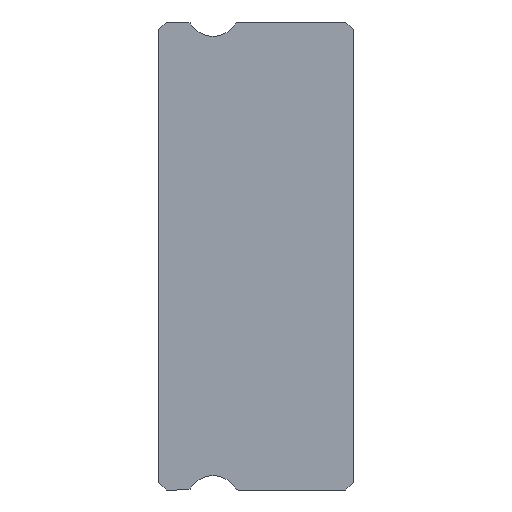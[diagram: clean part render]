
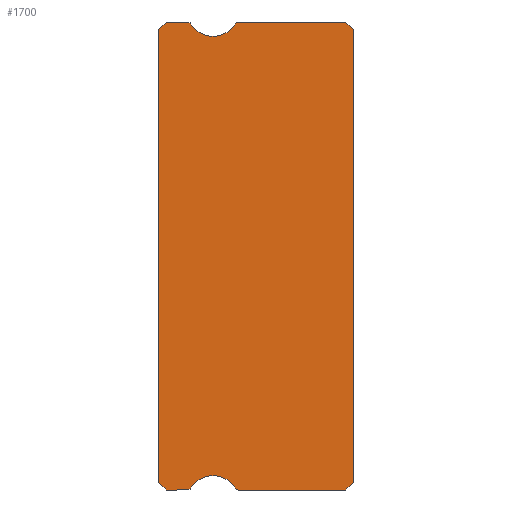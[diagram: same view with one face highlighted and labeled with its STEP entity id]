
A CAD part, left-side view. The second image highlights one B-rep face of the part: STEP entity #1700.
In plain terms, the highlighted planar face has unit normal (-1, 0, 0).
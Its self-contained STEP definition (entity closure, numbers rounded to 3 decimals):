
#10 = CARTESIAN_POINT ( 'NONE',  ( -5., 0., -8.7 ) ) ;
#20 = EDGE_CURVE ( 'NONE', #1990, #1026, #844, .T. ) ;
#22 = LINE ( 'NONE', #1578, #1769 ) ;
#29 = DIRECTION ( 'NONE',  ( 0., 0.707, -0.707 ) ) ;
#53 = CARTESIAN_POINT ( 'NONE',  ( -5., 6.381, 8.85 ) ) ;
#76 = VECTOR ( 'NONE', #637, 1000. ) ;
#88 = VERTEX_POINT ( 'NONE', #1611 ) ;
#111 = VERTEX_POINT ( 'NONE', #1431 ) ;
#133 = EDGE_CURVE ( 'NONE', #1067, #2215, #1898, .T. ) ;
#134 = VERTEX_POINT ( 'NONE', #228 ) ;
#139 = VERTEX_POINT ( 'NONE', #2110 ) ;
#142 = DIRECTION ( 'NONE',  ( 1., 0., 0. ) ) ;
#188 = LINE ( 'NONE', #1894, #537 ) ;
#195 = VERTEX_POINT ( 'NONE', #1125 ) ;
#214 = VECTOR ( 'NONE', #2068, 1000. ) ;
#217 = DIRECTION ( 'NONE',  ( 0., 0., -1. ) ) ;
#228 = CARTESIAN_POINT ( 'NONE',  ( -5., 7.5, -8.7 ) ) ;
#237 = CARTESIAN_POINT ( 'NONE',  ( -5., 0.3, 9. ) ) ;
#244 = DIRECTION ( 'NONE',  ( 0., 0., 1. ) ) ;
#249 = VECTOR ( 'NONE', #1530, 1000. ) ;
#279 = CARTESIAN_POINT ( 'NONE',  ( -5., 6.381, -8.85 ) ) ;
#308 = VERTEX_POINT ( 'NONE', #681 ) ;
#316 = LINE ( 'NONE', #375, #1333 ) ;
#323 = PLANE ( 'NONE',  #1330 ) ;
#327 = DIRECTION ( 'NONE',  ( 0., 0., -1. ) ) ;
#346 = ORIENTED_EDGE ( 'NONE', *, *, #20, .F. ) ;
#356 = DIRECTION ( 'NONE',  ( 0., 0., -1. ) ) ;
#358 = VECTOR ( 'NONE', #244, 1000. ) ;
#363 = VERTEX_POINT ( 'NONE', #1426 ) ;
#364 = CARTESIAN_POINT ( 'NONE',  ( -5., 4.547, 8.928 ) ) ;
#366 = EDGE_CURVE ( 'NONE', #134, #195, #1256, .T. ) ;
#375 = CARTESIAN_POINT ( 'NONE',  ( -5., 6.381, 9. ) ) ;
#390 = DIRECTION ( 'NONE',  ( 1., 0., 0. ) ) ;
#392 = CIRCLE ( 'NONE', #1652, 1. ) ;
#409 = CARTESIAN_POINT ( 'NONE',  ( -5., 4.419, -8.85 ) ) ;
#426 = EDGE_CURVE ( 'NONE', #308, #1629, #783, .T. ) ;
#433 = AXIS2_PLACEMENT_3D ( 'NONE', #53, #390, #1069 ) ;
#478 = DIRECTION ( 'NONE',  ( 1., 0., 0. ) ) ;
#496 = CARTESIAN_POINT ( 'NONE',  ( -5., 4.419, 8.85 ) ) ;
#537 = VECTOR ( 'NONE', #29, 1000. ) ;
#543 = ORIENTED_EDGE ( 'NONE', *, *, #1419, .F. ) ;
#551 = DIRECTION ( 'NONE',  ( 0., -0.707, -0.707 ) ) ;
#562 = CARTESIAN_POINT ( 'NONE',  ( -5., 4.547, -8.928 ) ) ;
#581 = CIRCLE ( 'NONE', #1369, 0.15 ) ;
#637 = DIRECTION ( 'NONE',  ( 0., 1., 0. ) ) ;
#678 = VECTOR ( 'NONE', #551, 1000. ) ;
#681 = CARTESIAN_POINT ( 'NONE',  ( -5., 6.381, 9. ) ) ;
#691 = ORIENTED_EDGE ( 'NONE', *, *, #2209, .T. ) ;
#723 = DIRECTION ( 'NONE',  ( 0., 0.707, -0.707 ) ) ;
#737 = DIRECTION ( 'NONE',  ( 1., 0., 0. ) ) ;
#740 = CARTESIAN_POINT ( 'NONE',  ( -5., 5.4, 9.45 ) ) ;
#770 = ORIENTED_EDGE ( 'NONE', *, *, #1231, .T. ) ;
#783 = CIRCLE ( 'NONE', #433, 0.15 ) ;
#793 = CARTESIAN_POINT ( 'NONE',  ( -5., 5.4, 8.45 ) ) ;
#825 = DIRECTION ( 'NONE',  ( -1., 0., 0. ) ) ;
#827 = ORIENTED_EDGE ( 'NONE', *, *, #849, .T. ) ;
#844 = LINE ( 'NONE', #913, #1862 ) ;
#849 = EDGE_CURVE ( 'NONE', #111, #195, #880, .T. ) ;
#880 = LINE ( 'NONE', #1065, #1546 ) ;
#891 = ORIENTED_EDGE ( 'NONE', *, *, #1575, .F. ) ;
#898 = CARTESIAN_POINT ( 'NONE',  ( -5., 7.2, -9. ) ) ;
#913 = CARTESIAN_POINT ( 'NONE',  ( -5., 6.381, -9. ) ) ;
#969 = CARTESIAN_POINT ( 'NONE',  ( -5., 6.253, 8.928 ) ) ;
#1009 = EDGE_CURVE ( 'NONE', #1451, #2067, #1290, .T. ) ;
#1026 = VERTEX_POINT ( 'NONE', #2177 ) ;
#1043 = DIRECTION ( 'NONE',  ( 0., -1., 0. ) ) ;
#1065 = CARTESIAN_POINT ( 'NONE',  ( -5., 7.5, 8.7 ) ) ;
#1067 = VERTEX_POINT ( 'NONE', #793 ) ;
#1069 = DIRECTION ( 'NONE',  ( 0., 0., -1. ) ) ;
#1070 = AXIS2_PLACEMENT_3D ( 'NONE', #409, #737, #356 ) ;
#1101 = ORIENTED_EDGE ( 'NONE', *, *, #1763, .T. ) ;
#1125 = CARTESIAN_POINT ( 'NONE',  ( -5., 7.5, 8.7 ) ) ;
#1172 = DIRECTION ( 'NONE',  ( 0., 0., -1. ) ) ;
#1195 = ORIENTED_EDGE ( 'NONE', *, *, #1009, .F. ) ;
#1231 = EDGE_CURVE ( 'NONE', #1840, #139, #1716, .T. ) ;
#1246 = EDGE_CURVE ( 'NONE', #1629, #1067, #392, .T. ) ;
#1256 = LINE ( 'NONE', #1941, #358 ) ;
#1276 = CARTESIAN_POINT ( 'NONE',  ( -5., 5.4, -9.45 ) ) ;
#1290 = CIRCLE ( 'NONE', #1718, 1. ) ;
#1305 = DIRECTION ( 'NONE',  ( 0., 0., -1. ) ) ;
#1330 = AXIS2_PLACEMENT_3D ( 'NONE', #1536, #142, #1172 ) ;
#1333 = VECTOR ( 'NONE', #1043, 1000. ) ;
#1369 = AXIS2_PLACEMENT_3D ( 'NONE', #496, #478, #1669 ) ;
#1371 = VERTEX_POINT ( 'NONE', #10 ) ;
#1383 = ORIENTED_EDGE ( 'NONE', *, *, #133, .F. ) ;
#1384 = DIRECTION ( 'NONE',  ( 0., -0.707, -0.707 ) ) ;
#1389 = LINE ( 'NONE', #1739, #214 ) ;
#1393 = EDGE_CURVE ( 'NONE', #1026, #1451, #1656, .T. ) ;
#1419 = EDGE_CURVE ( 'NONE', #1371, #1990, #188, .T. ) ;
#1426 = CARTESIAN_POINT ( 'NONE',  ( -5., 0.3, 9. ) ) ;
#1431 = CARTESIAN_POINT ( 'NONE',  ( -5., 7.2, 9. ) ) ;
#1451 = VERTEX_POINT ( 'NONE', #562 ) ;
#1465 = EDGE_CURVE ( 'NONE', #363, #1711, #2086, .T. ) ;
#1495 = ORIENTED_EDGE ( 'NONE', *, *, #1465, .F. ) ;
#1509 = CARTESIAN_POINT ( 'NONE',  ( -5., 5.4, 9.45 ) ) ;
#1517 = EDGE_LOOP ( 'NONE', ( #2062, #691, #770, #891, #1195, #2063, #346, #543, #1101, #1495, #1671, #1549, #1383, #1555, #1574, #2103, #827 ) ) ;
#1530 = DIRECTION ( 'NONE',  ( 0., -1., 0. ) ) ;
#1532 = CARTESIAN_POINT ( 'NONE',  ( -5., 6.253, -8.928 ) ) ;
#1536 = CARTESIAN_POINT ( 'NONE',  ( -5., 6.381, 8.85 ) ) ;
#1541 = AXIS2_PLACEMENT_3D ( 'NONE', #279, #1621, #1305 ) ;
#1546 = VECTOR ( 'NONE', #723, 1000. ) ;
#1549 = ORIENTED_EDGE ( 'NONE', *, *, #2038, .F. ) ;
#1555 = ORIENTED_EDGE ( 'NONE', *, *, #1246, .F. ) ;
#1574 = ORIENTED_EDGE ( 'NONE', *, *, #426, .F. ) ;
#1575 = EDGE_CURVE ( 'NONE', #2067, #139, #2188, .T. ) ;
#1578 = CARTESIAN_POINT ( 'NONE',  ( -5., 7.2, -9. ) ) ;
#1611 = CARTESIAN_POINT ( 'NONE',  ( -5., 4.419, 9. ) ) ;
#1616 = CARTESIAN_POINT ( 'NONE',  ( -5., 0.3, -9. ) ) ;
#1621 = DIRECTION ( 'NONE',  ( 1., 0., 0. ) ) ;
#1629 = VERTEX_POINT ( 'NONE', #969 ) ;
#1652 = AXIS2_PLACEMENT_3D ( 'NONE', #1509, #825, #327 ) ;
#1656 = CIRCLE ( 'NONE', #1070, 0.15 ) ;
#1669 = DIRECTION ( 'NONE',  ( 0., 0., -1. ) ) ;
#1671 = ORIENTED_EDGE ( 'NONE', *, *, #2135, .F. ) ;
#1682 = FACE_OUTER_BOUND ( 'NONE', #1517, .T. ) ;
#1700 = ADVANCED_FACE ( 'NONE', ( #1682 ), #323, .F. ) ;
#1709 = EDGE_CURVE ( 'NONE', #308, #111, #1849, .T. ) ;
#1711 = VERTEX_POINT ( 'NONE', #2207 ) ;
#1716 = LINE ( 'NONE', #2028, #249 ) ;
#1718 = AXIS2_PLACEMENT_3D ( 'NONE', #1276, #1789, #1964 ) ;
#1739 = CARTESIAN_POINT ( 'NONE',  ( -5., 0., 8.7 ) ) ;
#1763 = EDGE_CURVE ( 'NONE', #1371, #1711, #1389, .T. ) ;
#1769 = VECTOR ( 'NONE', #1384, 1000. ) ;
#1789 = DIRECTION ( 'NONE',  ( -1., 0., 0. ) ) ;
#1803 = DIRECTION ( 'NONE',  ( 0., 1., 0. ) ) ;
#1840 = VERTEX_POINT ( 'NONE', #898 ) ;
#1849 = LINE ( 'NONE', #2216, #76 ) ;
#1862 = VECTOR ( 'NONE', #1803, 1000. ) ;
#1894 = CARTESIAN_POINT ( 'NONE',  ( -5., 0., -8.7 ) ) ;
#1898 = CIRCLE ( 'NONE', #2074, 1. ) ;
#1941 = CARTESIAN_POINT ( 'NONE',  ( -5., 7.5, 8.85 ) ) ;
#1962 = DIRECTION ( 'NONE',  ( -1., 0., 0. ) ) ;
#1964 = DIRECTION ( 'NONE',  ( 0., 0., -1. ) ) ;
#1990 = VERTEX_POINT ( 'NONE', #1616 ) ;
#2028 = CARTESIAN_POINT ( 'NONE',  ( -5., 6.381, -9. ) ) ;
#2038 = EDGE_CURVE ( 'NONE', #2215, #88, #581, .T. ) ;
#2062 = ORIENTED_EDGE ( 'NONE', *, *, #366, .F. ) ;
#2063 = ORIENTED_EDGE ( 'NONE', *, *, #1393, .F. ) ;
#2067 = VERTEX_POINT ( 'NONE', #1532 ) ;
#2068 = DIRECTION ( 'NONE',  ( 0., 0., 1. ) ) ;
#2074 = AXIS2_PLACEMENT_3D ( 'NONE', #740, #1962, #217 ) ;
#2086 = LINE ( 'NONE', #237, #678 ) ;
#2103 = ORIENTED_EDGE ( 'NONE', *, *, #1709, .T. ) ;
#2110 = CARTESIAN_POINT ( 'NONE',  ( -5., 6.381, -9. ) ) ;
#2135 = EDGE_CURVE ( 'NONE', #88, #363, #316, .T. ) ;
#2177 = CARTESIAN_POINT ( 'NONE',  ( -5., 4.419, -9. ) ) ;
#2188 = CIRCLE ( 'NONE', #1541, 0.15 ) ;
#2207 = CARTESIAN_POINT ( 'NONE',  ( -5., 0., 8.7 ) ) ;
#2209 = EDGE_CURVE ( 'NONE', #134, #1840, #22, .T. ) ;
#2215 = VERTEX_POINT ( 'NONE', #364 ) ;
#2216 = CARTESIAN_POINT ( 'NONE',  ( -5., 7.2, 9. ) ) ;
